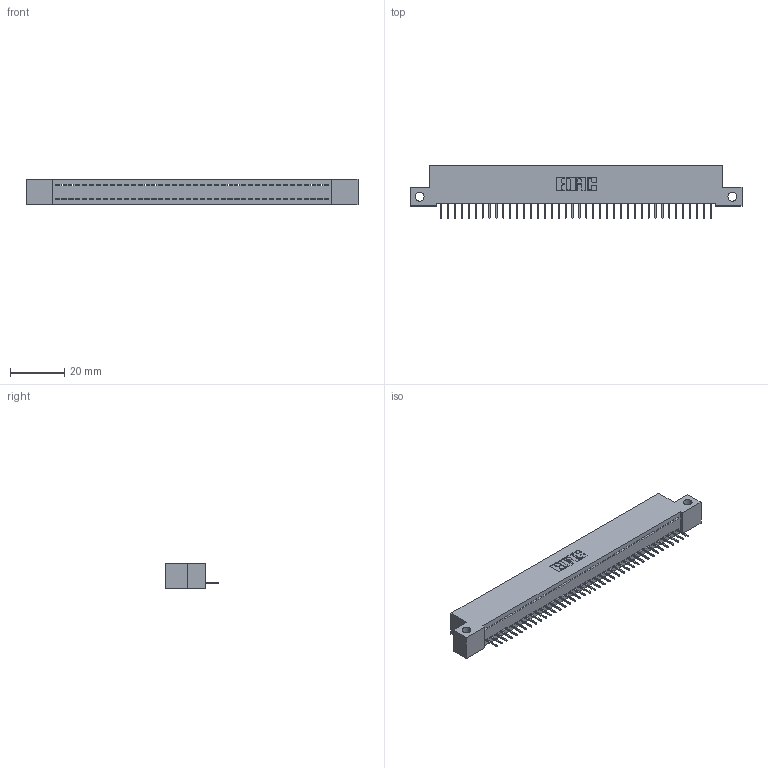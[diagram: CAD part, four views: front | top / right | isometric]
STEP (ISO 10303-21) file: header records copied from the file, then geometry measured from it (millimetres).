
FILE_DESCRIPTION (( 'STEP AP203' ), '1' );
FILE_NAME ('392-040-524-112.STEP', '2019-10-07T19:52:19', ( '' ), ( '' ), 'SwSTEP 2.0', 'SolidWorks 2016', '' );
FILE_SCHEMA (( 'CONFIG_CONTROL_DESIGN' ));
Length unit declared in the file: inch
Products named in the file (3): 342 Part_Side Mount; 345-292-001_345-293-124; 392-040-524-112
Assembly tree (41 placements, depth 2):
  392-040-524-112
    342 Part_Side Mount
    345-292-001_345-293-124  x40
Bounding box: 121.92 x 19.69 x 9.4 mm (x, y, z)
Volume: 10450.6 mm3; surface area: 14655.1 mm2
Topology: 41 solids, 41 shells, 2590 faces, 7499 edges, 4838 vertices
Faces by surface type: plane 1986, cylinder 604
Entity records: 24657 total; most frequent: CARTESIAN_POINT 4258, ORIENTED_EDGE 4234, DIRECTION 3597, EDGE_CURVE 2117, LINE 1993, VECTOR 1993, VERTEX_POINT 1406, AXIS2_PLACEMENT_3D 802
